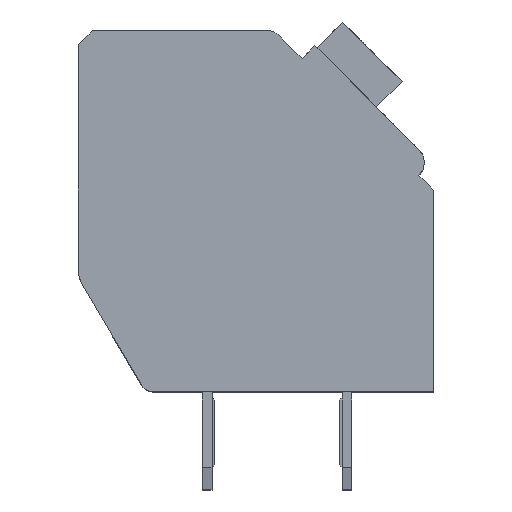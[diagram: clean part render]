
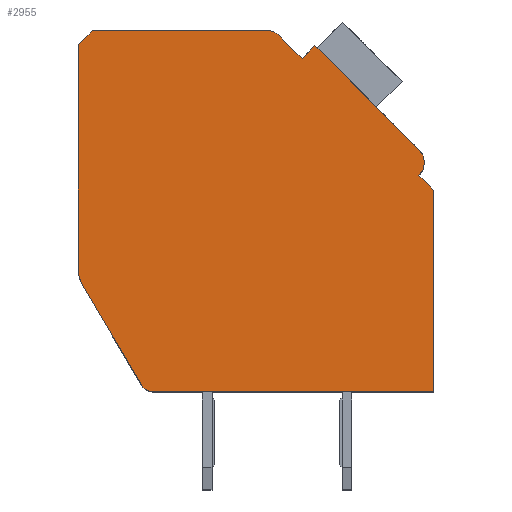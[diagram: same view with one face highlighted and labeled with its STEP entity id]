
A CAD part, top view. The second image highlights one B-rep face of the part: STEP entity #2955.
In plain terms, the highlighted planar face has unit normal (0, 0, 1).
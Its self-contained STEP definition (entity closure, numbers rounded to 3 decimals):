
#133=DIRECTION('',(0.,-1.,0.));
#134=VECTOR('',#133,8.053);
#135=CARTESIAN_POINT('',(-12.7,12.4,2.1));
#136=LINE('',#135,#134);
#137=DIRECTION('',(-0.707,-0.707,0.));
#138=VECTOR('',#137,0.707);
#139=CARTESIAN_POINT('',(-12.2,12.9,2.1));
#140=LINE('',#139,#138);
#141=DIRECTION('',(-1.,0.,0.));
#142=VECTOR('',#141,6.298);
#143=CARTESIAN_POINT('',(-5.902,12.9,2.1));
#144=LINE('',#143,#142);
#145=CARTESIAN_POINT('',(-5.902,12.4,2.1));
#146=DIRECTION('',(0.,0.,1.));
#147=DIRECTION('',(0.707,0.707,0.));
#148=AXIS2_PLACEMENT_3D('',#145,#146,#147);
#150=DIRECTION('',(-0.707,0.707,0.));
#151=VECTOR('',#150,1.197);
#152=CARTESIAN_POINT('',(-4.702,11.907,2.1));
#153=LINE('',#152,#151);
#154=DIRECTION('',(-0.707,-0.707,0.));
#155=VECTOR('',#154,0.65);
#156=CARTESIAN_POINT('',(-4.243,12.367,2.1));
#157=LINE('',#156,#155);
#158=DIRECTION('',(-0.707,0.707,0.));
#159=VECTOR('',#158,5.25);
#160=CARTESIAN_POINT('',(-0.53,8.655,2.1));
#161=LINE('',#160,#159);
#162=CARTESIAN_POINT('',(-0.99,8.195,2.1));
#163=DIRECTION('',(0.,0.,1.));
#164=DIRECTION('',(0.707,-0.707,0.));
#165=AXIS2_PLACEMENT_3D('',#162,#163,#164);
#167=DIRECTION('',(-0.707,0.707,0.));
#168=VECTOR('',#167,0.75);
#169=CARTESIAN_POINT('',(0.,7.205,2.1));
#170=LINE('',#169,#168);
#171=DIRECTION('',(0.,1.,0.));
#172=VECTOR('',#171,7.205);
#173=CARTESIAN_POINT('',(0.,0.,2.1));
#174=LINE('',#173,#172);
#175=DIRECTION('',(1.,0.,0.));
#176=VECTOR('',#175,10.014);
#177=CARTESIAN_POINT('',(-10.014,0.,2.1));
#178=LINE('',#177,#176);
#179=CARTESIAN_POINT('',(-10.014,0.5,2.1));
#180=DIRECTION('',(0.,0.,1.));
#181=DIRECTION('',(-0.862,-0.508,0.));
#182=AXIS2_PLACEMENT_3D('',#179,#180,#181);
#184=DIRECTION('',(0.508,-0.862,0.));
#185=VECTOR('',#184,4.17);
#186=CARTESIAN_POINT('',(-12.562,3.839,2.1));
#187=LINE('',#186,#185);
#188=CARTESIAN_POINT('',(-11.7,4.347,2.1));
#189=DIRECTION('',(0.,0.,1.));
#190=DIRECTION('',(-1.,0.,0.));
#191=AXIS2_PLACEMENT_3D('',#188,#189,#190);
#2165=CARTESIAN_POINT('',(-12.7,12.4,2.1));
#2166=CARTESIAN_POINT('',(-12.7,4.347,2.1));
#2167=VERTEX_POINT('',#2165);
#2168=VERTEX_POINT('',#2166);
#2169=CARTESIAN_POINT('',(-12.562,3.839,2.1));
#2170=VERTEX_POINT('',#2169);
#2171=CARTESIAN_POINT('',(-10.445,0.246,2.1));
#2172=VERTEX_POINT('',#2171);
#2173=CARTESIAN_POINT('',(-10.014,0.,2.1));
#2174=VERTEX_POINT('',#2173);
#2175=CARTESIAN_POINT('',(0.,0.,2.1));
#2176=VERTEX_POINT('',#2175);
#2177=CARTESIAN_POINT('',(0.,7.205,2.1));
#2178=VERTEX_POINT('',#2177);
#2179=CARTESIAN_POINT('',(-0.53,7.735,2.1));
#2180=VERTEX_POINT('',#2179);
#2181=CARTESIAN_POINT('',(-0.53,8.655,2.1));
#2182=VERTEX_POINT('',#2181);
#2183=CARTESIAN_POINT('',(-4.243,12.367,2.1));
#2184=VERTEX_POINT('',#2183);
#2185=CARTESIAN_POINT('',(-4.702,11.907,2.1));
#2186=VERTEX_POINT('',#2185);
#2187=CARTESIAN_POINT('',(-5.548,12.754,2.1));
#2188=VERTEX_POINT('',#2187);
#2189=CARTESIAN_POINT('',(-5.902,12.9,2.1));
#2190=VERTEX_POINT('',#2189);
#2191=CARTESIAN_POINT('',(-12.2,12.9,2.1));
#2192=VERTEX_POINT('',#2191);
#2922=CARTESIAN_POINT('',(0.,0.,2.1));
#2923=DIRECTION('',(0.,0.,1.));
#2924=DIRECTION('',(1.,0.,0.));
#2925=AXIS2_PLACEMENT_3D('',#2922,#2923,#2924);
#2926=PLANE('',#2925);
#2927=ORIENTED_EDGE('',*,*,#2836,.F.);
#2929=ORIENTED_EDGE('',*,*,#2928,.F.);
#2931=ORIENTED_EDGE('',*,*,#2930,.F.);
#2933=ORIENTED_EDGE('',*,*,#2932,.F.);
#2935=ORIENTED_EDGE('',*,*,#2934,.F.);
#2937=ORIENTED_EDGE('',*,*,#2936,.F.);
#2939=ORIENTED_EDGE('',*,*,#2938,.F.);
#2941=ORIENTED_EDGE('',*,*,#2940,.F.);
#2943=ORIENTED_EDGE('',*,*,#2942,.F.);
#2945=ORIENTED_EDGE('',*,*,#2944,.F.);
#2947=ORIENTED_EDGE('',*,*,#2946,.F.);
#2949=ORIENTED_EDGE('',*,*,#2948,.F.);
#2951=ORIENTED_EDGE('',*,*,#2950,.F.);
#2952=ORIENTED_EDGE('',*,*,#2885,.F.);
#2953=EDGE_LOOP('',(#2927,#2929,#2931,#2933,#2935,#2937,#2939,#2941,#2943,#2945,
#2947,#2949,#2951,#2952));
#2954=FACE_OUTER_BOUND('',#2953,.F.);
#149=CIRCLE('',#148,0.5);
#166=CIRCLE('',#165,0.65);
#183=CIRCLE('',#182,0.5);
#192=CIRCLE('',#191,1.);
#2836=EDGE_CURVE('',#2167,#2168,#136,.T.);
#2885=EDGE_CURVE('',#2168,#2170,#192,.T.);
#2928=EDGE_CURVE('',#2192,#2167,#140,.T.);
#2930=EDGE_CURVE('',#2190,#2192,#144,.T.);
#2932=EDGE_CURVE('',#2188,#2190,#149,.T.);
#2934=EDGE_CURVE('',#2186,#2188,#153,.T.);
#2936=EDGE_CURVE('',#2184,#2186,#157,.T.);
#2938=EDGE_CURVE('',#2182,#2184,#161,.T.);
#2940=EDGE_CURVE('',#2180,#2182,#166,.T.);
#2942=EDGE_CURVE('',#2178,#2180,#170,.T.);
#2944=EDGE_CURVE('',#2176,#2178,#174,.T.);
#2946=EDGE_CURVE('',#2174,#2176,#178,.T.);
#2948=EDGE_CURVE('',#2172,#2174,#183,.T.);
#2950=EDGE_CURVE('',#2170,#2172,#187,.T.);
#2955=ADVANCED_FACE('',(#2954),#2926,.T.);
